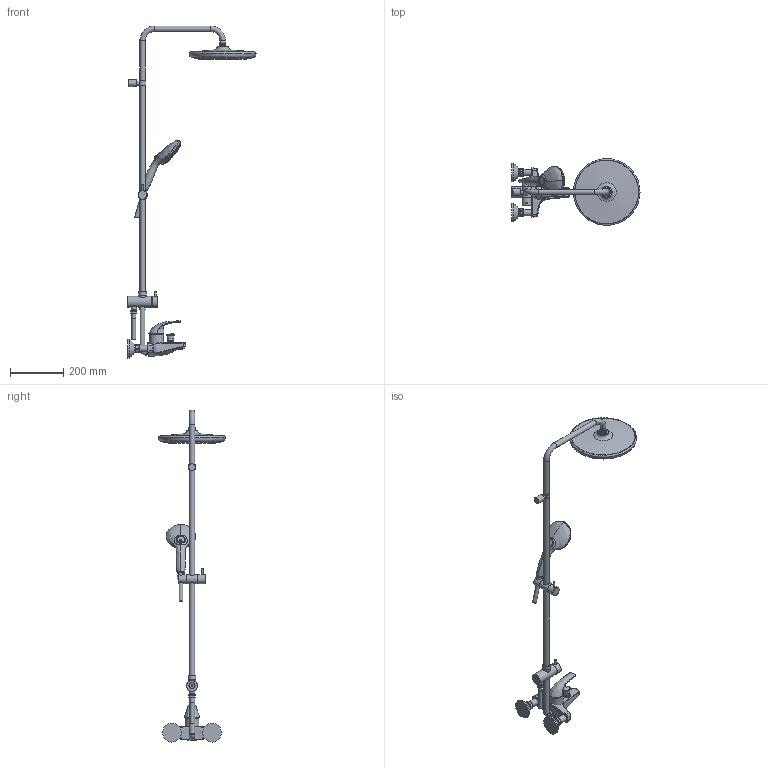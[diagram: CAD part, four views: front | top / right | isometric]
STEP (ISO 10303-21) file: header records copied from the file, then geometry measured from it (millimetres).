
FILE_DESCRIPTION(/* description */ ('Unknown'),/* implementation_level */ '2;1');
FILE_NAME(/* name */ '26674001_1',/* time_stamp */ '2023-04-20T00:19:16+02:00',/* author */ ('Unknown'),/* organization */ ('GROHE AG'),/* preprocessor_version */ 'ST-DEVELOPER v16.7',/* originating_system */ 'DEX',/* authorisation */ $);
FILE_SCHEMA (('AUTOMOTIVE_DESIGN {1 0 10303 214 3 1 1}'));
Products named in the file (1): 26674001_1
Bounding box: 479.98 x 249.97 x 1243.84 mm (x, y, z)
Volume: 130236.1 mm3; surface area: 421569.3 mm2
Topology: 2 solids, 514 shells, 1413 faces, 5472 edges, 4352 vertices
Faces by surface type: bspline 591, cylinder 272, plane 251, torus 229, sphere 41, cone 29
Full cylindrical faces by diameter (mm): 2 x1, 2.8 x66, 3.8 x126, 4.1 x6, 4.65 x2, 6 x1, 7.9 x1, 13.8 x2, 14.7 x2, 15 x1, 16.2 x1, 18.4 x1, 19.9 x1, 20.6 x5, 21 x7, 22.6 x1, 23 x2, 23.6 x1, 24.6 x2, 25 x2, 26.44 x2, 27.8 x1, 28 x2, 30.7 x1, 34 x3, 41 x2, 70 x2, 98.8 x1, 100.004 x1, 239.047 x1
Entity records: 117660 total; most frequent: CARTESIAN_POINT 79399, ORIENTED_EDGE 5859, EDGE_CURVE 4523, DIRECTION 4186, VERTEX_POINT 3952, B_SPLINE_CURVE_WITH_KNOTS 2967, FACE_BOUND 2516, EDGE_LOOP 2515
